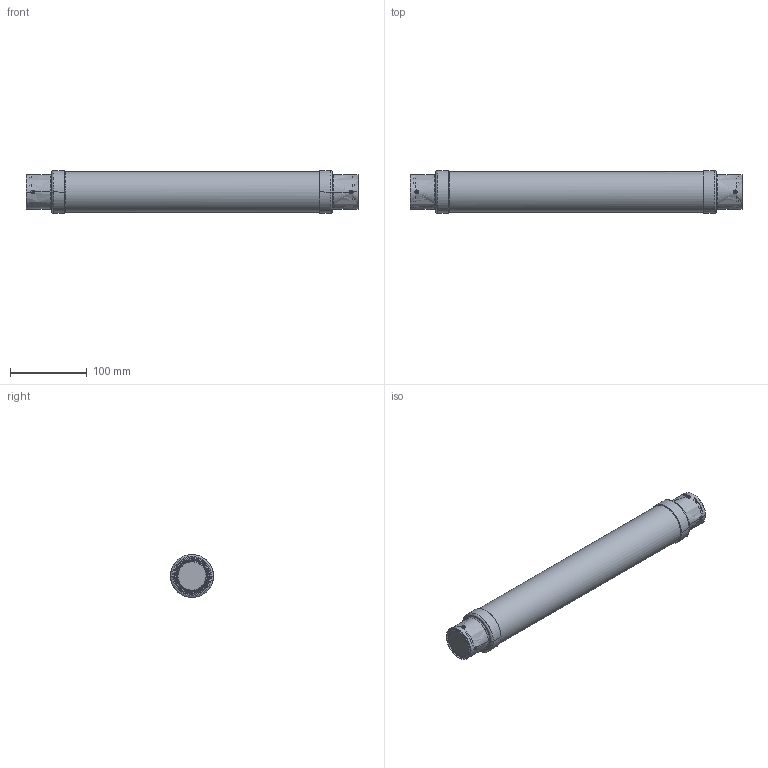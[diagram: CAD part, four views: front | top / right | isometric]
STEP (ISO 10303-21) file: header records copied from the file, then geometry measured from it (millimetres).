
FILE_DESCRIPTION((''),'2;1');
FILE_NAME('17_2kV_fuse_3d.stp','2025-03-24T04:48:35',('User'), ('SDRC'),'I-DEAS Master Series 9','UNIX','Yes');
FILE_SCHEMA(('CONFIG_CONTROL_DESIGN', 'GEOMETRIC_VALIDATION_PROPERTIES_MIM','SHAPE_APPEARANCE_LAYER_MIM'));
Length unit declared in the file: millimetre
Assembly tree (6 placements, depth 0):
Bounding box: 433 x 56 x 55.98 mm (x, y, z)
Volume: 772891.6 mm3; surface area: 113030.6 mm2
Topology: 6 solids, 6 shells, 305 faces, 707 edges, 440 vertices
Faces by surface type: bspline 305
Entity records: 14080 total; most frequent: CARTESIAN_POINT 10511, ORIENTED_EDGE 918, EDGE_CURVE 459, VERTEX_POINT 284, EDGE_LOOP 229, FACE_OUTER_BOUND 205, ADVANCED_FACE 205, B_SPLINE_CURVE_WITH_KNOTS 126
